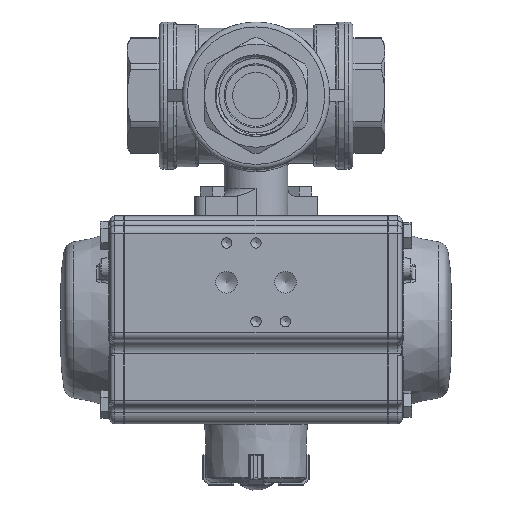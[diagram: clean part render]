
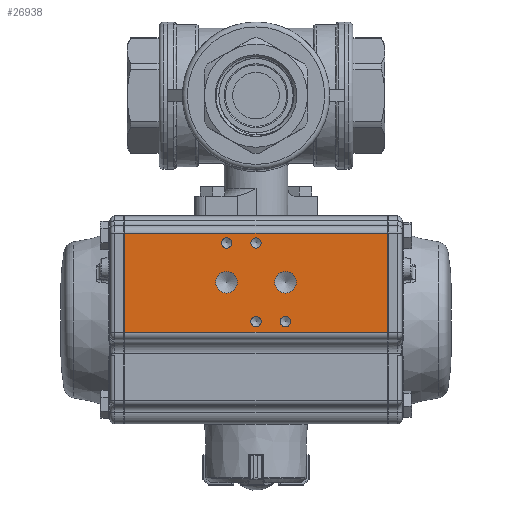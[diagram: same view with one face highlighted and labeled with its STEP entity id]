
A CAD part, front view. The second image highlights one B-rep face of the part: STEP entity #26938.
In plain terms, the highlighted face is planar.
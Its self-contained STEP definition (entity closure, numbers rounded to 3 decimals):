
#2166=LINE('',#57055,#4295);
#2180=LINE('',#57120,#4309);
#2217=LINE('',#57244,#4346);
#2218=LINE('',#57246,#4347);
#4295=VECTOR('',#35140,1000.);
#4309=VECTOR('',#35192,1000.);
#4346=VECTOR('',#35317,1000.);
#4347=VECTOR('',#35320,1000.);
#11258=ORIENTED_EDGE('',*,*,#16401,.T.);
#11259=ORIENTED_EDGE('',*,*,#16496,.F.);
#11260=ORIENTED_EDGE('',*,*,#16433,.F.);
#11261=ORIENTED_EDGE('',*,*,#16497,.T.);
#11262=ORIENTED_EDGE('',*,*,#16314,.F.);
#11263=ORIENTED_EDGE('',*,*,#16312,.F.);
#11264=ORIENTED_EDGE('',*,*,#16310,.F.);
#11265=ORIENTED_EDGE('',*,*,#16308,.F.);
#11266=ORIENTED_EDGE('',*,*,#16306,.F.);
#11267=ORIENTED_EDGE('',*,*,#16304,.F.);
#16304=EDGE_CURVE('',#19483,#19483,#20924,.T.);
#16306=EDGE_CURVE('',#19486,#19486,#20926,.T.);
#16308=EDGE_CURVE('',#19489,#19489,#20928,.T.);
#16310=EDGE_CURVE('',#19492,#19492,#20930,.T.);
#16312=EDGE_CURVE('',#19495,#19495,#20932,.T.);
#16314=EDGE_CURVE('',#19498,#19498,#20934,.T.);
#16401=EDGE_CURVE('',#19587,#19586,#2166,.T.);
#16433=EDGE_CURVE('',#19618,#19619,#2180,.T.);
#16496=EDGE_CURVE('',#19619,#19586,#2217,.T.);
#16497=EDGE_CURVE('',#19618,#19587,#2218,.T.);
#19483=VERTEX_POINT('',#56806);
#19486=VERTEX_POINT('',#56813);
#19489=VERTEX_POINT('',#56820);
#19492=VERTEX_POINT('',#56827);
#19495=VERTEX_POINT('',#56834);
#19498=VERTEX_POINT('',#56841);
#19586=VERTEX_POINT('',#57054);
#19587=VERTEX_POINT('',#57056);
#19618=VERTEX_POINT('',#57119);
#19619=VERTEX_POINT('',#57121);
#20924=CIRCLE('',#29176,4.4);
#20926=CIRCLE('',#29180,4.4);
#20928=CIRCLE('',#29184,2.1);
#20930=CIRCLE('',#29188,2.1);
#20932=CIRCLE('',#29192,2.1);
#20934=CIRCLE('',#29196,2.1);
#22640=EDGE_LOOP('',(#11258,#11259,#11260,#11261));
#22641=EDGE_LOOP('',(#11262));
#22642=EDGE_LOOP('',(#11263));
#22643=EDGE_LOOP('',(#11264));
#22644=EDGE_LOOP('',(#11265));
#22645=EDGE_LOOP('',(#11266));
#22646=EDGE_LOOP('',(#11267));
#24437=FACE_BOUND('',#22640,.T.);
#24438=FACE_BOUND('',#22641,.T.);
#24439=FACE_BOUND('',#22642,.T.);
#24440=FACE_BOUND('',#22643,.T.);
#24441=FACE_BOUND('',#22644,.T.);
#24442=FACE_BOUND('',#22645,.T.);
#24443=FACE_BOUND('',#22646,.T.);
#25769=PLANE('',#29354);
#26938=ADVANCED_FACE('',(#24437,#24438,#24439,#24440,#24441,#24442,#24443),
#25769,.F.);
#29176=AXIS2_PLACEMENT_3D('',#56805,#34879,#34880);
#29180=AXIS2_PLACEMENT_3D('',#56812,#34887,#34888);
#29184=AXIS2_PLACEMENT_3D('',#56819,#34895,#34896);
#29188=AXIS2_PLACEMENT_3D('',#56826,#34903,#34904);
#29192=AXIS2_PLACEMENT_3D('',#56833,#34911,#34912);
#29196=AXIS2_PLACEMENT_3D('',#56840,#34919,#34920);
#29354=AXIS2_PLACEMENT_3D('',#57245,#35318,#35319);
#34879=DIRECTION('',(-1.,0.,0.));
#34880=DIRECTION('',(0.,0.,1.));
#34887=DIRECTION('',(-1.,0.,0.));
#34888=DIRECTION('',(0.,0.,1.));
#34895=DIRECTION('',(-1.,0.,0.));
#34896=DIRECTION('',(0.,0.,1.));
#34903=DIRECTION('',(-1.,0.,0.));
#34904=DIRECTION('',(0.,0.,1.));
#34911=DIRECTION('',(-1.,0.,0.));
#34912=DIRECTION('',(0.,0.,1.));
#34919=DIRECTION('',(-1.,0.,0.));
#34920=DIRECTION('',(0.,0.,1.));
#35140=DIRECTION('',(0.,-1.,0.));
#35192=DIRECTION('',(0.,-1.,0.));
#35317=DIRECTION('',(0.,0.,-1.));
#35318=DIRECTION('',(1.,0.,0.));
#35319=DIRECTION('',(0.,1.,0.));
#35320=DIRECTION('',(0.,0.,-1.));
#56805=CARTESIAN_POINT('',(-46.55,-15.35,12.));
#56806=CARTESIAN_POINT('',(-46.55,-15.35,16.4));
#56812=CARTESIAN_POINT('',(-46.55,-15.35,-12.));
#56813=CARTESIAN_POINT('',(-46.55,-15.35,-7.6));
#56819=CARTESIAN_POINT('',(-46.55,-31.35,12.));
#56820=CARTESIAN_POINT('',(-46.55,-31.35,14.1));
#56826=CARTESIAN_POINT('',(-46.55,-31.35,0.));
#56827=CARTESIAN_POINT('',(-46.55,-31.35,2.1));
#56833=CARTESIAN_POINT('',(-46.55,0.65,0.));
#56834=CARTESIAN_POINT('',(-46.55,0.65,2.1));
#56840=CARTESIAN_POINT('',(-46.55,0.65,-12.));
#56841=CARTESIAN_POINT('',(-46.55,0.65,-9.9));
#57054=CARTESIAN_POINT('',(-46.55,-35.35,-53.5));
#57055=CARTESIAN_POINT('',(-46.55,5.107,-53.5));
#57056=CARTESIAN_POINT('',(-46.55,5.107,-53.5));
#57119=CARTESIAN_POINT('',(-46.55,5.107,53.5));
#57120=CARTESIAN_POINT('',(-46.55,5.107,53.5));
#57121=CARTESIAN_POINT('',(-46.55,-35.35,53.5));
#57244=CARTESIAN_POINT('',(-46.55,-35.35,53.5));
#57245=CARTESIAN_POINT('',(-46.55,5.107,53.5));
#57246=CARTESIAN_POINT('',(-46.55,5.107,53.5));
